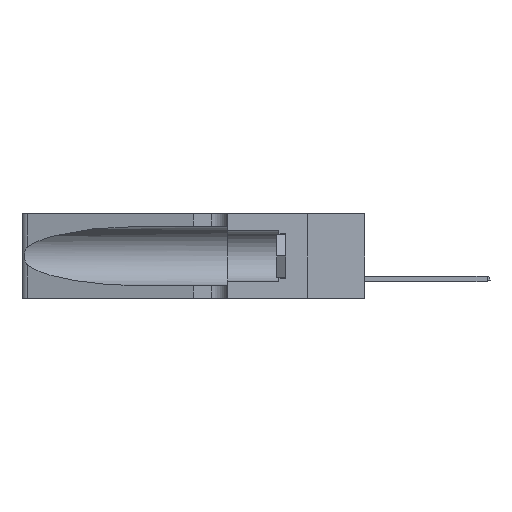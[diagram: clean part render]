
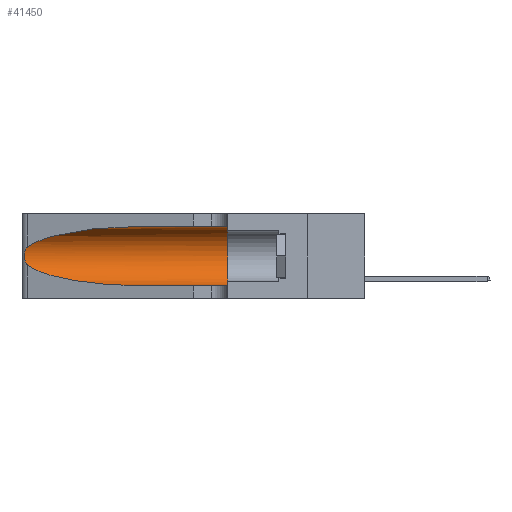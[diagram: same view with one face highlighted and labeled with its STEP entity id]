
A CAD part, left-side view. The second image highlights one B-rep face of the part: STEP entity #41450.
In plain terms, the highlighted cylindrical face has radius 3.308 mm (diameter 6.617 mm), a partial arc.
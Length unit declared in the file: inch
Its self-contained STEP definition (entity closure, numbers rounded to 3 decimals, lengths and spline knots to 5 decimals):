
#1268 = EDGE_LOOP ( 'NONE', ( #2205, #37080, #46438, #6645, #46297, #20916 ) ) ;
#1484 = CARTESIAN_POINT ( 'NONE',  ( 0.2373, 1.15595, 0.08982 ) ) ;
#2205 = ORIENTED_EDGE ( 'NONE', *, *, #6844, .T. ) ;
#2947 = DIRECTION ( 'NONE',  ( 0., -1., 0. ) ) ;
#3019 = CARTESIAN_POINT ( 'NONE',  ( 0.25787, 1.23484, 0.2124 ) ) ;
#3550 = CARTESIAN_POINT ( 'NONE',  ( 0.26017, 1.23833, 0.17102 ) ) ;
#3704 = VECTOR ( 'NONE', #37226, 39.37008 ) ;
#6645 = ORIENTED_EDGE ( 'NONE', *, *, #29721, .T. ) ;
#6844 = EDGE_CURVE ( 'NONE', #27489, #31859, #42717, .T. ) ;
#7085 = CARTESIAN_POINT ( 'NONE',  ( 0.25854, 1.2359, 0.20912 ) ) ;
#7458 = CARTESIAN_POINT ( 'NONE',  ( 0.25639, 1.23184, 0.21858 ) ) ;
#7630 = CARTESIAN_POINT ( 'NONE',  ( 0.26075, 1.23896, 0.178 ) ) ;
#7720 = EDGE_CURVE ( 'NONE', #27489, #16268, #45266, .T. ) ;
#7733 = CARTESIAN_POINT ( 'NONE',  ( 0.18966, 0.96281, 0.31525 ) ) ;
#7796 = CARTESIAN_POINT ( 'NONE',  ( 0.25639, 1.23186, 0.15144 ) ) ;
#8253 = CARTESIAN_POINT ( 'NONE',  ( 0.25487, 1.22718, 0.14631 ) ) ;
#10847 = DIRECTION ( 'NONE',  ( 0., 0., 1. ) ) ;
#11500 = CARTESIAN_POINT ( 'NONE',  ( 0.25487, 1.22718, 0.14631 ) ) ;
#11813 = VECTOR ( 'NONE', #2947, 39.37008 ) ;
#12250 =( BOUNDED_CURVE ( )  B_SPLINE_CURVE ( 3, ( #45497, #1484, #49724, #41599 ),
 .UNSPECIFIED., .F., .F. ) 
 B_SPLINE_CURVE_WITH_KNOTS ( ( 4, 4 ),
 ( 3.44316, 4.71239 ),
 .UNSPECIFIED. ) 
 CURVE ( )  GEOMETRIC_REPRESENTATION_ITEM ( )  RATIONAL_B_SPLINE_CURVE ( ( 1., 0.87, 0.87, 1. ) ) 
 REPRESENTATION_ITEM ( '' )  );
#13030 = CARTESIAN_POINT ( 'NONE',  ( 0.1305, 0.72297, 0.05475 ) ) ;
#13164 = DIRECTION ( 'NONE',  ( 0., -1., 0. ) ) ;
#14309 = CARTESIAN_POINT ( 'NONE',  ( 0.1305, 1.61858, 0.05475 ) ) ;
#15688 = CARTESIAN_POINT ( 'NONE',  ( 0.1305, 0.35, 0.05475 ) ) ;
#16268 = VERTEX_POINT ( 'NONE', #39744 ) ;
#17571 = AXIS2_PLACEMENT_3D ( 'NONE', #37351, #13164, #41461 ) ;
#20184 = FACE_OUTER_BOUND ( 'NONE', #1268, .T. ) ;
#20916 = ORIENTED_EDGE ( 'NONE', *, *, #7720, .F. ) ;
#22032 = VERTEX_POINT ( 'NONE', #8253 ) ;
#23229 = CARTESIAN_POINT ( 'NONE',  ( 0.1305, 1.61858, 0.31525 ) ) ;
#23823 = CARTESIAN_POINT ( 'NONE',  ( 0.26075, 1.23896, 0.19203 ) ) ;
#23909 = CARTESIAN_POINT ( 'NONE',  ( 0.25487, 1.22718, 0.22369 ) ) ;
#24430 = CARTESIAN_POINT ( 'NONE',  ( 0.1305, 0.72297, 0.31525 ) ) ;
#26595 = VERTEX_POINT ( 'NONE', #15688 ) ;
#26868 = CARTESIAN_POINT ( 'NONE',  ( 0.1305, 0.35, 0.185 ) ) ;
#27124 = B_SPLINE_CURVE_WITH_KNOTS ( 'NONE', 3,
 ( #51595, #27692, #7458, #3019, #7085, #35293, #23823, #7630, #3550, #39569, #43665, #7796, #47679, #11500 ),
 .UNSPECIFIED., .F., .F.,
 ( 4, 2, 2, 2, 2, 2, 4 ),
 ( 0., 0.00027, 0.00053, 0.00107, 0.0016, 0.00187, 0.00214 ),
 .UNSPECIFIED. ) ;
#27489 = VERTEX_POINT ( 'NONE', #29336 ) ;
#27692 = CARTESIAN_POINT ( 'NONE',  ( 0.25555, 1.22994, 0.2215 ) ) ;
#28750 = VERTEX_POINT ( 'NONE', #13030 ) ;
#29336 = CARTESIAN_POINT ( 'NONE',  ( 0.1305, 0.72297, 0.31525 ) ) ;
#29721 = EDGE_CURVE ( 'NONE', #28750, #26595, #50408, .T. ) ;
#30710 = EDGE_CURVE ( 'NONE', #22032, #28750, #12250, .T. ) ;
#31859 = VERTEX_POINT ( 'NONE', #23909 ) ;
#32364 = DIRECTION ( 'NONE',  ( 0., 1., 0. ) ) ;
#32640 = EDGE_CURVE ( 'NONE', #31859, #22032, #27124, .T. ) ;
#35293 = CARTESIAN_POINT ( 'NONE',  ( 0.26018, 1.23835, 0.19895 ) ) ;
#35354 = CYLINDRICAL_SURFACE ( 'NONE', #17571, 0.13025 ) ;
#37080 = ORIENTED_EDGE ( 'NONE', *, *, #32640, .T. ) ;
#37226 = DIRECTION ( 'NONE',  ( 0., -1., 0. ) ) ;
#37257 = CIRCLE ( 'NONE', #51160, 0.13025 ) ;
#37351 = CARTESIAN_POINT ( 'NONE',  ( 0.1305, 1.61858, 0.185 ) ) ;
#39569 = CARTESIAN_POINT ( 'NONE',  ( 0.25856, 1.23593, 0.16098 ) ) ;
#39744 = CARTESIAN_POINT ( 'NONE',  ( 0.1305, 0.35, 0.31525 ) ) ;
#40046 = CARTESIAN_POINT ( 'NONE',  ( 0.2373, 1.15595, 0.28018 ) ) ;
#40529 = CARTESIAN_POINT ( 'NONE',  ( 0.25487, 1.22718, 0.22369 ) ) ;
#40825 = EDGE_CURVE ( 'NONE', #16268, #26595, #37257, .T. ) ;
#41450 = ADVANCED_FACE ( 'NONE', ( #20184 ), #35354, .F. ) ;
#41461 = DIRECTION ( 'NONE',  ( 0., 0., -1. ) ) ;
#41599 = CARTESIAN_POINT ( 'NONE',  ( 0.1305, 0.72297, 0.05475 ) ) ;
#42717 =( BOUNDED_CURVE ( )  B_SPLINE_CURVE ( 3, ( #24430, #7733, #40046, #40529 ),
 .UNSPECIFIED., .F., .F. ) 
 B_SPLINE_CURVE_WITH_KNOTS ( ( 4, 4 ),
 ( 1.5708, 2.84003 ),
 .UNSPECIFIED. ) 
 CURVE ( )  GEOMETRIC_REPRESENTATION_ITEM ( )  RATIONAL_B_SPLINE_CURVE ( ( 1., 0.87, 0.87, 1. ) ) 
 REPRESENTATION_ITEM ( '' )  );
#43665 = CARTESIAN_POINT ( 'NONE',  ( 0.25789, 1.23486, 0.15765 ) ) ;
#45266 = LINE ( 'NONE', #23229, #11813 ) ;
#45497 = CARTESIAN_POINT ( 'NONE',  ( 0.25487, 1.22718, 0.14631 ) ) ;
#46297 = ORIENTED_EDGE ( 'NONE', *, *, #40825, .F. ) ;
#46438 = ORIENTED_EDGE ( 'NONE', *, *, #30710, .T. ) ;
#47679 = CARTESIAN_POINT ( 'NONE',  ( 0.25555, 1.22993, 0.14849 ) ) ;
#49724 = CARTESIAN_POINT ( 'NONE',  ( 0.18966, 0.96281, 0.05475 ) ) ;
#50408 = LINE ( 'NONE', #14309, #3704 ) ;
#51160 = AXIS2_PLACEMENT_3D ( 'NONE', #26868, #32364, #10847 ) ;
#51595 = CARTESIAN_POINT ( 'NONE',  ( 0.25487, 1.22718, 0.22369 ) ) ;
